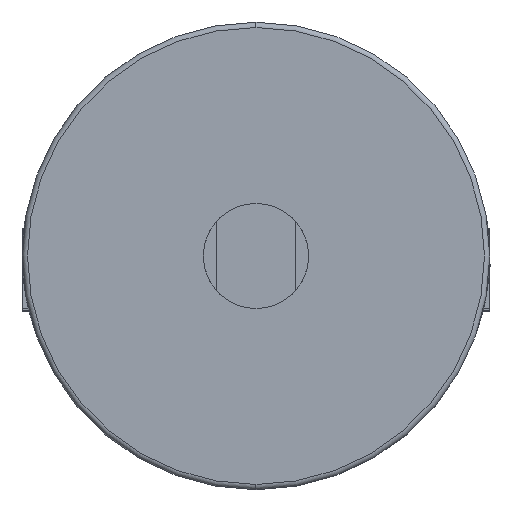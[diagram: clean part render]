
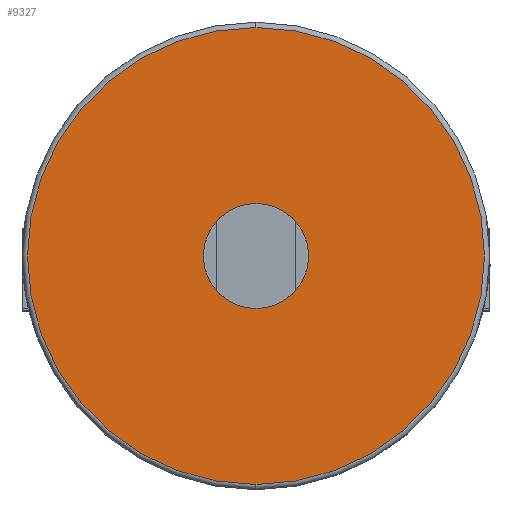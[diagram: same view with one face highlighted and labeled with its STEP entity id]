
A CAD part, left-side view. The second image highlights one B-rep face of the part: STEP entity #9327.
In plain terms, the highlighted planar face has unit normal (-1, 0, 0).
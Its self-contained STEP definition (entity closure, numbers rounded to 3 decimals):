
#1006 = DIRECTION ( 'NONE',  ( 0., 0., 1. ) ) ;
#1344 = CARTESIAN_POINT ( 'NONE',  ( -100., 0., 10. ) ) ;
#1411 = AXIS2_PLACEMENT_3D ( 'NONE', #14873, #7946, #1006 ) ;
#1871 = ORIENTED_EDGE ( 'NONE', *, *, #9379, .F. ) ;
#1877 = DIRECTION ( 'NONE',  ( -1., 0., 0. ) ) ;
#1996 = ORIENTED_EDGE ( 'NONE', *, *, #10307, .F. ) ;
#2520 = ORIENTED_EDGE ( 'NONE', *, *, #9485, .T. ) ;
#2799 = PLANE ( 'NONE',  #10995 ) ;
#2853 = EDGE_LOOP ( 'NONE', ( #1996, #1871 ) ) ;
#3487 = VERTEX_POINT ( 'NONE', #1344 ) ;
#3829 = CARTESIAN_POINT ( 'NONE',  ( -100., 0., 43.5 ) ) ;
#3987 = DIRECTION ( 'NONE',  ( 0., 0., 1. ) ) ;
#4852 = CIRCLE ( 'NONE', #1411, 43.5 ) ;
#5276 = CARTESIAN_POINT ( 'NONE',  ( -100., 0., 0. ) ) ;
#5535 = DIRECTION ( 'NONE',  ( -1., 0., 0. ) ) ;
#5929 = CIRCLE ( 'NONE', #12561, 10. ) ;
#5953 = CIRCLE ( 'NONE', #13708, 43.5 ) ;
#6254 = EDGE_CURVE ( 'NONE', #13294, #10734, #5953, .T. ) ;
#6433 = DIRECTION ( 'NONE',  ( 0., 0., 1. ) ) ;
#6657 = FACE_OUTER_BOUND ( 'NONE', #8795, .T. ) ;
#7398 = CIRCLE ( 'NONE', #7803, 10. ) ;
#7598 = CARTESIAN_POINT ( 'NONE',  ( -100., 0., -10. ) ) ;
#7803 = AXIS2_PLACEMENT_3D ( 'NONE', #12481, #5535, #13642 ) ;
#7946 = DIRECTION ( 'NONE',  ( -1., 0., 0. ) ) ;
#8795 = EDGE_LOOP ( 'NONE', ( #2520, #14792 ) ) ;
#8815 = CARTESIAN_POINT ( 'NONE',  ( -100., 0., 0. ) ) ;
#9327 = ADVANCED_FACE ( 'NONE', ( #6657, #12102 ), #2799, .T. ) ;
#9379 = EDGE_CURVE ( 'NONE', #3487, #12817, #5929, .T. ) ;
#9485 = EDGE_CURVE ( 'NONE', #10734, #13294, #4852, .T. ) ;
#9725 = CARTESIAN_POINT ( 'NONE',  ( -100., 44.5, 0. ) ) ;
#9849 = CARTESIAN_POINT ( 'NONE',  ( -100., 0., -43.5 ) ) ;
#9959 = DIRECTION ( 'NONE',  ( 0., 0., 1. ) ) ;
#10307 = EDGE_CURVE ( 'NONE', #12817, #3487, #7398, .T. ) ;
#10734 = VERTEX_POINT ( 'NONE', #3829 ) ;
#10875 = DIRECTION ( 'NONE',  ( -1., 0., 0. ) ) ;
#10995 = AXIS2_PLACEMENT_3D ( 'NONE', #9725, #10875, #3987 ) ;
#12102 = FACE_BOUND ( 'NONE', #2853, .T. ) ;
#12481 = CARTESIAN_POINT ( 'NONE',  ( -100., 0., 0. ) ) ;
#12561 = AXIS2_PLACEMENT_3D ( 'NONE', #5276, #13379, #6433 ) ;
#12817 = VERTEX_POINT ( 'NONE', #7598 ) ;
#13294 = VERTEX_POINT ( 'NONE', #9849 ) ;
#13379 = DIRECTION ( 'NONE',  ( -1., 0., 0. ) ) ;
#13642 = DIRECTION ( 'NONE',  ( 0., 0., 1. ) ) ;
#13708 = AXIS2_PLACEMENT_3D ( 'NONE', #8815, #1877, #9959 ) ;
#14792 = ORIENTED_EDGE ( 'NONE', *, *, #6254, .T. ) ;
#14873 = CARTESIAN_POINT ( 'NONE',  ( -100., 0., 0. ) ) ;
